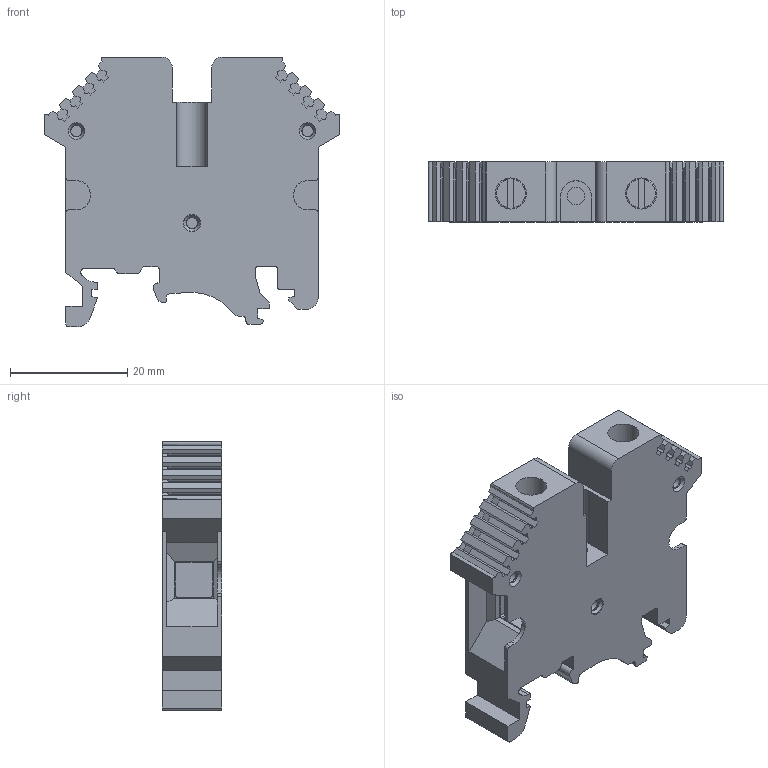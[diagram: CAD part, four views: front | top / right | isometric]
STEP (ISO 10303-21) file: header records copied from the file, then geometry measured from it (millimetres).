
FILE_DESCRIPTION(/* description */ ('Unknown'),/* implementation_level */ '2;1');
FILE_NAME(/* name */ 'BPN-10',/* time_stamp */ '2024-08-14T15:47:52-03:00',/* author */ ('Unknown'),/* organization */ ('Unknown'),/* preprocessor_version */ 'ST-DEVELOPER v16.7',/* originating_system */ 'Solid Edge',/* authorisation */ 'Unknown');
FILE_SCHEMA (('AUTOMOTIVE_DESIGN {1 0 10303 214 3 1 1}'));
Length unit declared in the file: millimetre
Products named in the file (1): bpn-010
Bounding box: 50.4 x 10.2 x 46 mm (x, y, z)
Volume: 14093.7 mm3; surface area: 7436.4 mm2
Topology: 1 solids, 1 shells, 293 faces, 811 edges, 528 vertices
Faces by surface type: plane 213, cylinder 61, torus 11, cone 6, bspline 2
Full cylindrical faces by diameter (mm): 2.3 x3, 3 x1, 5.3 x2
Entity records: 9167 total; most frequent: CARTESIAN_POINT 1649, ORIENTED_EDGE 1576, DIRECTION 1511, EDGE_CURVE 788, LINE 631, VECTOR 631, VERTEX_POINT 524, AXIS2_PLACEMENT_3D 440
